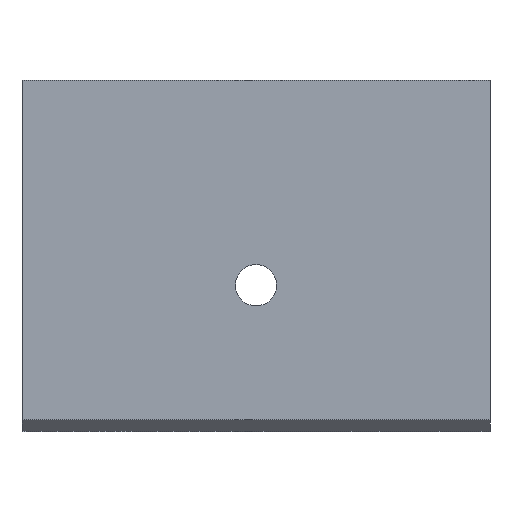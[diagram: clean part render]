
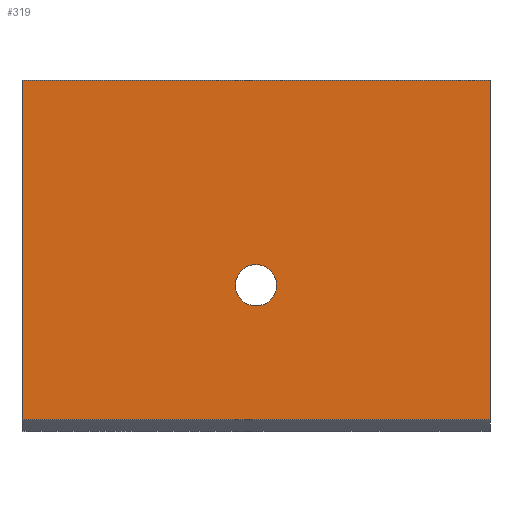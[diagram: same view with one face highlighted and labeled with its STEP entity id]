
A CAD part, front view. The second image highlights one B-rep face of the part: STEP entity #319.
In plain terms, the highlighted planar face has unit normal (0, -1, 0).
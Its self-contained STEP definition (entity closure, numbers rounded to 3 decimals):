
#16=FACE_BOUND('',#64,.T.);
#31=PLANE('',#361);
#46=FACE_OUTER_BOUND('',#63,.T.);
#63=EDGE_LOOP('',(#275,#276,#277,#278));
#64=EDGE_LOOP('',(#279));
#80=LINE('',#472,#108);
#84=LINE('',#481,#112);
#102=LINE('',#536,#130);
#103=LINE('',#538,#131);
#108=VECTOR('',#381,10.);
#112=VECTOR('',#389,10.);
#130=VECTOR('',#443,10.);
#131=VECTOR('',#446,10.);
#133=CIRCLE('',#339,1.764);
#147=VERTEX_POINT('',#461);
#148=VERTEX_POINT('',#465);
#151=VERTEX_POINT('',#470);
#154=VERTEX_POINT('',#480);
#173=VERTEX_POINT('',#534);
#176=EDGE_CURVE('',#147,#147,#133,.T.);
#180=EDGE_CURVE('',#151,#148,#80,.T.);
#184=EDGE_CURVE('',#148,#154,#84,.T.);
#212=EDGE_CURVE('',#151,#173,#102,.T.);
#213=EDGE_CURVE('',#154,#173,#103,.T.);
#275=ORIENTED_EDGE('',*,*,#180,.F.);
#276=ORIENTED_EDGE('',*,*,#212,.T.);
#277=ORIENTED_EDGE('',*,*,#213,.F.);
#278=ORIENTED_EDGE('',*,*,#184,.F.);
#279=ORIENTED_EDGE('',*,*,#176,.T.);
#319=ADVANCED_FACE('',(#46,#16),#31,.T.);
#339=AXIS2_PLACEMENT_3D('',#463,#374,#375);
#361=AXIS2_PLACEMENT_3D('',#537,#444,#445);
#374=DIRECTION('center_axis',(0.,1.,0.));
#375=DIRECTION('ref_axis',(0.,0.,1.));
#381=DIRECTION('',(-1.,0.,0.));
#389=DIRECTION('',(0.,0.,1.));
#443=DIRECTION('',(0.,0.,1.));
#444=DIRECTION('center_axis',(0.,-1.,0.));
#445=DIRECTION('ref_axis',(1.,0.,0.));
#446=DIRECTION('',(1.,0.,0.));
#461=CARTESIAN_POINT('',(0.,-30.,-200.264));
#463=CARTESIAN_POINT('Origin',(0.,-30.,-198.5));
#465=CARTESIAN_POINT('',(-20.,-30.,-210.));
#470=CARTESIAN_POINT('',(20.,-30.,-210.));
#472=CARTESIAN_POINT('',(0.,-30.,-210.));
#480=CARTESIAN_POINT('',(-20.,-30.,-181.));
#481=CARTESIAN_POINT('',(-20.,-30.,-185.));
#534=CARTESIAN_POINT('',(20.,-30.,-181.));
#536=CARTESIAN_POINT('',(20.,-30.,-185.));
#537=CARTESIAN_POINT('Origin',(-20.,-30.,-185.));
#538=CARTESIAN_POINT('',(20.,-30.,-181.));
